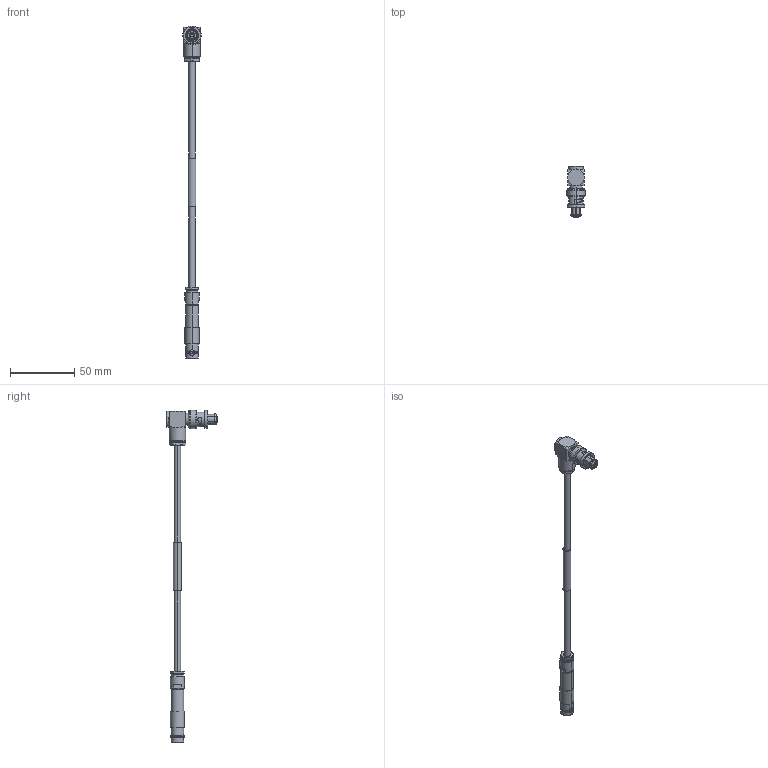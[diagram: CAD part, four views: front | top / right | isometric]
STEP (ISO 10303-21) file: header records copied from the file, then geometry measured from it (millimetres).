
FILE_DESCRIPTION (( 'STEP AP214' ), '1' );
FILE_NAME ('FMCA3148_3D.step', '2023-02-28T21:14:13', ( '' ), ( '' ), 'SwSTEP 2.0', 'SolidWorks 2022', '' );
FILE_SCHEMA (( 'AUTOMOTIVE_DESIGN' ));
Length unit declared in the file: inch
Products named in the file (11): Copy of PE45849-F_NUT^FMCN45850; RG58CU^FMCA3148_RG58; Copy of PE45849-D_GASKET^FMCN45850; FMCN45850; Copy of PE45848-2_CAP^FMCN45850; FMCA3148_3D; Copy of PE45849-C_CLAMP^FMCN45850; FMCN45861; Copy of PE45849-B_WASHER^FMCN45850; Copy of PE45849-A_CONN^FMCN45850; Copy of PE45849-E_WASHER^FMCN45850
Assembly tree (10 placements, depth 3):
  FMCA3148_3D
    RG58CU^FMCA3148_RG58
    FMCN45850
      Copy of PE45849-A_CONN^FMCN45850
      Copy of PE45849-B_WASHER^FMCN45850
      Copy of PE45849-C_CLAMP^FMCN45850
      Copy of PE45849-D_GASKET^FMCN45850
      Copy of PE45849-E_WASHER^FMCN45850
      Copy of PE45849-F_NUT^FMCN45850
      Copy of PE45848-2_CAP^FMCN45850
    FMCN45861
Bounding box: 14.5 x 40.11 x 258.85 mm (x, y, z)
Volume: 12455.7 mm3; surface area: 12521.3 mm2
Topology: 9 solids, 9 shells, 338 faces, 777 edges, 490 vertices
Faces by surface type: cylinder 120, plane 120, cone 68, torus 16, sphere 14
Entity records: 11395 total; most frequent: CARTESIAN_POINT 3052, DIRECTION 1726, ORIENTED_EDGE 1554, EDGE_CURVE 777, AXIS2_PLACEMENT_3D 721, VERTEX_POINT 490, EDGE_LOOP 387, CIRCLE 369
